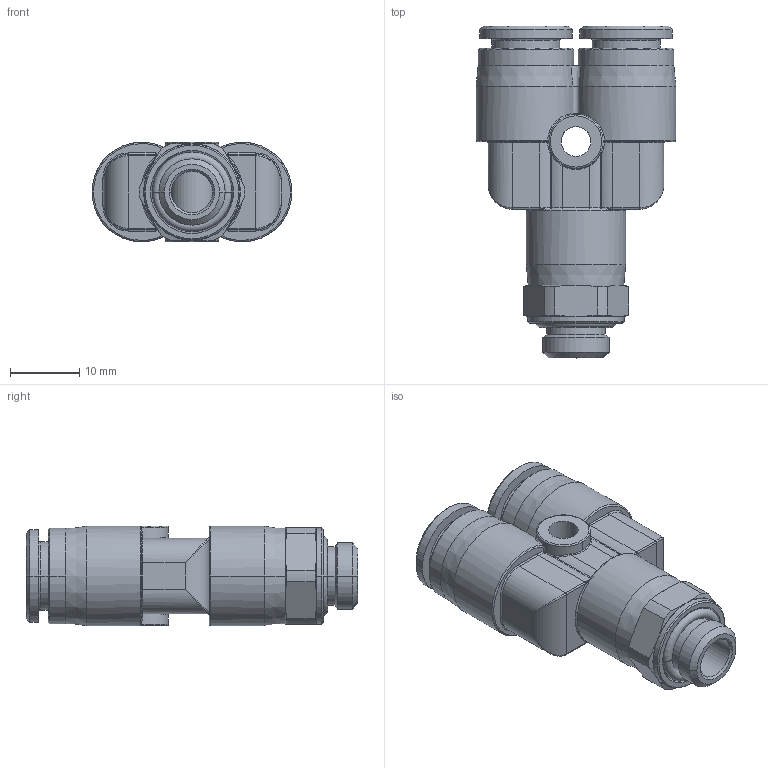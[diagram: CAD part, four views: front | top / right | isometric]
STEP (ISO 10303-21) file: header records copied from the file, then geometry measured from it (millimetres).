
FILE_DESCRIPTION((''),'2;1');
FILE_NAME('345416B_992P-8-1-8','2013-01-24T',('avs326'),(''),'PRO/ENGINEER BY PARAMETRIC TECHNOLOGY CORPORATION, 2011490','PRO/ENGINEER BY PARAMETRIC TECHNOLOGY CORPORATION, 2011490','');
FILE_SCHEMA(('CONFIG_CONTROL_DESIGN'));
Length unit declared in the file: millimetre
Products named in the file (1): 345416B_992P-8-1-8
Bounding box: 28.9 x 48 x 14.4 mm (x, y, z)
Volume: 7197.9 mm3; surface area: 5982.4 mm2
Topology: 2 solids, 2 shells, 266 faces, 636 edges, 380 vertices
Faces by surface type: cylinder 81, plane 51, torus 48, bspline 44, cone 42
Entity records: 9756 total; most frequent: CARTESIAN_POINT 3752, ORIENTED_EDGE 1272, DIRECTION 1264, EDGE_CURVE 636, AXIS2_PLACEMENT_3D 544, VERTEX_POINT 380, CIRCLE 322, EDGE_LOOP 280
